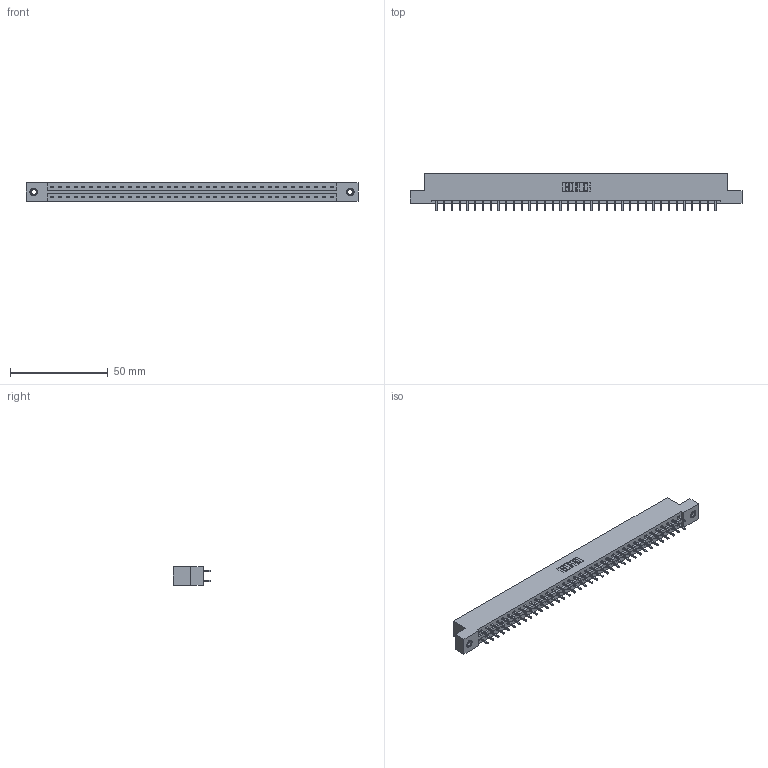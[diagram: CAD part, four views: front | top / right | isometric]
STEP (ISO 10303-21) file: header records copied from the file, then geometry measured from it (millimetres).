
FILE_DESCRIPTION (( 'STEP AP203' ), '1' );
FILE_NAME ('337-074-521-207.STEP', '2019-10-10T03:28:27', ( '' ), ( '' ), 'SwSTEP 2.0', 'SolidWorks 2016', '' );
FILE_SCHEMA (( 'CONFIG_CONTROL_DESIGN' ));
Length unit declared in the file: inch
Products named in the file (4): 345-250-001_345-250-005-103; 337 Part_Flush Mounting Lugs - 0.156 Dia-TI; 345-292-001_345-293-121; 337-074-521-207
Assembly tree (77 placements, depth 2):
  337-074-521-207
    337 Part_Flush Mounting Lugs - 0.156 Dia-TI
    345-292-001_345-293-121  x74
    345-250-001_345-250-005-103  x2
Bounding box: 169.62 x 19.06 x 9.4 mm (x, y, z)
Volume: 17765.8 mm3; surface area: 19852.2 mm2
Topology: 77 solids, 77 shells, 4170 faces, 12361 edges, 8134 vertices
Faces by surface type: plane 2914, cylinder 1240, cone 12, torus 4
Entity records: 30538 total; most frequent: CARTESIAN_POINT 5129, ORIENTED_EDGE 5058, DIRECTION 4403, EDGE_CURVE 2529, LINE 2381, VECTOR 2381, VERTEX_POINT 1680, AXIS2_PLACEMENT_3D 1011
